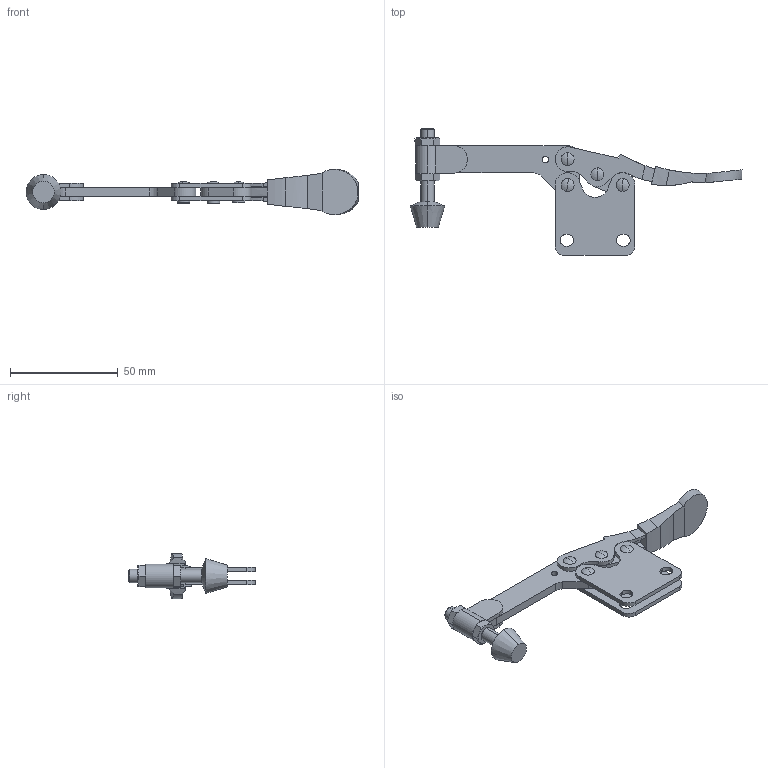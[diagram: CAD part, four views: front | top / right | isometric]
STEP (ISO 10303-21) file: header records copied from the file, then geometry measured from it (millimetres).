
FILE_DESCRIPTION (( 'STEP AP214' ), '1' );
FILE_NAME ('GH-201-BSI(Â²¤Æ).STEP', '2020-07-17T08:34:57', ( 'LinWei' ), ( '' ), 'SwSTEP 2.0', 'SolidWorks 2016', '' );
FILE_SCHEMA (( 'AUTOMOTIVE_DESIGN' ));
Length unit declared in the file: millimetre
Products named in the file (6): GH-201-BSI(簡化); Group1^GH-201-BSI(簡化); 1201B05-1^GH-201-BSI(簡化); 1201BS08--1^GH-201-BS(簡化); Group2^GH-201-BS(簡化); Group1^GH-201-BI(簡化)
Assembly tree (5 placements, depth 2):
  GH-201-BSI(簡化)
    Group1^GH-201-BSI(簡化)
    1201B05-1^GH-201-BSI(簡化)
    1201BS08--1^GH-201-BS(簡化)
    Group2^GH-201-BS(簡化)
    Group1^GH-201-BI(簡化)
Bounding box: 153.97 x 58.7 x 20.9 mm (x, y, z)
Volume: 19114.2 mm3; surface area: 16671.8 mm2
Topology: 5 solids, 7 shells, 257 faces, 638 edges, 408 vertices
Faces by surface type: cylinder 120, plane 88, cone 38, sphere 8, bspline 3
Entity records: 9116 total; most frequent: CARTESIAN_POINT 1823, DIRECTION 1341, ORIENTED_EDGE 1276, EDGE_CURVE 638, AXIS2_PLACEMENT_3D 532, VERTEX_POINT 408, EDGE_LOOP 296, VECTOR 277
